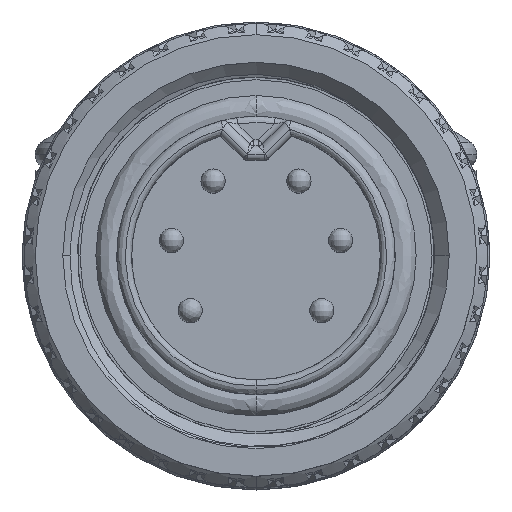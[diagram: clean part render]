
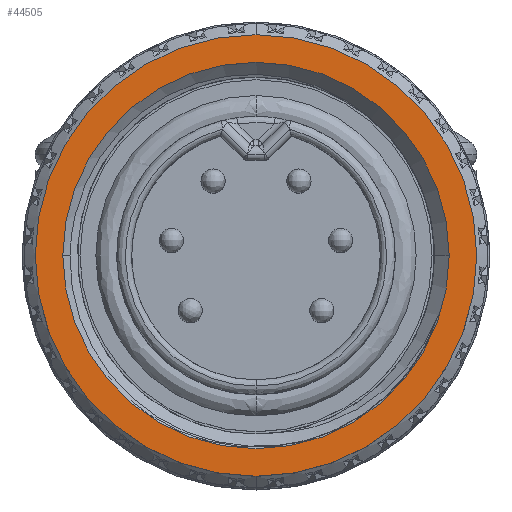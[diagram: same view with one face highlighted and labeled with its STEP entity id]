
A CAD part, top view. The second image highlights one B-rep face of the part: STEP entity #44505.
In plain terms, the highlighted planar face has unit normal (0, 0, 1).
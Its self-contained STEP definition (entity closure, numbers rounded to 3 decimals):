
#3557 = DIRECTION ( 'NONE',  ( 0., 0., -1. ) ) ;
#5885 = CARTESIAN_POINT ( 'NONE',  ( -15.367, 0., 11.201 ) ) ;
#6713 = AXIS2_PLACEMENT_3D ( 'NONE', #26259, #90703, #35472 ) ;
#8496 = VERTEX_POINT ( 'NONE', #96160 ) ;
#13631 = DIRECTION ( 'NONE',  ( 0., 0., -1. ) ) ;
#15124 = DIRECTION ( 'NONE',  ( 0., -1., 0. ) ) ;
#21903 = DIRECTION ( 'NONE',  ( 0., 0., 1. ) ) ;
#22778 = AXIS2_PLACEMENT_3D ( 'NONE', #5885, #70299, #15124 ) ;
#24662 = ORIENTED_EDGE ( 'NONE', *, *, #91960, .T. ) ;
#24783 = AXIS2_PLACEMENT_3D ( 'NONE', #58698, #3557, #67978 ) ;
#26259 = CARTESIAN_POINT ( 'NONE',  ( -15.367, 0., 11.201 ) ) ;
#34191 = CIRCLE ( 'NONE', #22778, 8.001 ) ;
#34843 = VERTEX_POINT ( 'NONE', #105125 ) ;
#35472 = DIRECTION ( 'NONE',  ( 0., -1., 0. ) ) ;
#37950 = CARTESIAN_POINT ( 'NONE',  ( -15.367, -9.144, 11.201 ) ) ;
#39207 = CARTESIAN_POINT ( 'NONE',  ( -15.367, 9.144, 11.201 ) ) ;
#39845 = EDGE_LOOP ( 'NONE', ( #24662, #59296 ) ) ;
#44505 = ADVANCED_FACE ( 'NONE', ( #92427, #116991 ), #77040, .T. ) ;
#49154 = ORIENTED_EDGE ( 'NONE', *, *, #115136, .F. ) ;
#51307 = VERTEX_POINT ( 'NONE', #37950 ) ;
#58698 = CARTESIAN_POINT ( 'NONE',  ( -15.367, 0., 11.201 ) ) ;
#59296 = ORIENTED_EDGE ( 'NONE', *, *, #97654, .T. ) ;
#67799 = CARTESIAN_POINT ( 'NONE',  ( -15.367, -8.001, 11.201 ) ) ;
#67978 = DIRECTION ( 'NONE',  ( 0., -1., 0. ) ) ;
#68768 = CARTESIAN_POINT ( 'NONE',  ( -15.367, 0., 11.201 ) ) ;
#70299 = DIRECTION ( 'NONE',  ( 0., 0., -1. ) ) ;
#77040 = PLANE ( 'NONE',  #100283 ) ;
#77996 = CIRCLE ( 'NONE', #109487, 8.001 ) ;
#78019 = DIRECTION ( 'NONE',  ( 0., -1., 0. ) ) ;
#80617 = EDGE_LOOP ( 'NONE', ( #49154, #93935 ) ) ;
#82748 = EDGE_CURVE ( 'NONE', #83127, #51307, #92151, .T. ) ;
#83127 = VERTEX_POINT ( 'NONE', #39207 ) ;
#86341 = DIRECTION ( 'NONE',  ( 1., 0., 0. ) ) ;
#90703 = DIRECTION ( 'NONE',  ( 0., 0., -1. ) ) ;
#91960 = EDGE_CURVE ( 'NONE', #34843, #8496, #77996, .T. ) ;
#92151 = CIRCLE ( 'NONE', #24783, 9.144 ) ;
#92427 = FACE_BOUND ( 'NONE', #39845, .T. ) ;
#93935 = ORIENTED_EDGE ( 'NONE', *, *, #82748, .F. ) ;
#96160 = CARTESIAN_POINT ( 'NONE',  ( -15.367, 8.001, 11.201 ) ) ;
#97654 = EDGE_CURVE ( 'NONE', #8496, #34843, #34191, .T. ) ;
#98147 = CIRCLE ( 'NONE', #6713, 9.144 ) ;
#100283 = AXIS2_PLACEMENT_3D ( 'NONE', #67799, #21903, #86341 ) ;
#105125 = CARTESIAN_POINT ( 'NONE',  ( -15.367, -8.001, 11.201 ) ) ;
#109487 = AXIS2_PLACEMENT_3D ( 'NONE', #68768, #13631, #78019 ) ;
#115136 = EDGE_CURVE ( 'NONE', #51307, #83127, #98147, .T. ) ;
#116991 = FACE_OUTER_BOUND ( 'NONE', #80617, .T. ) ;
